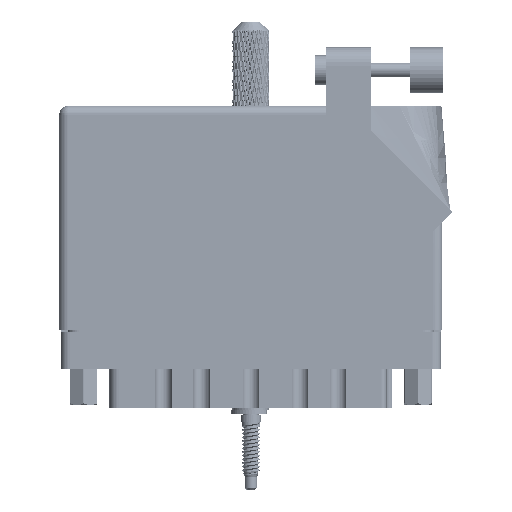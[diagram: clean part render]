
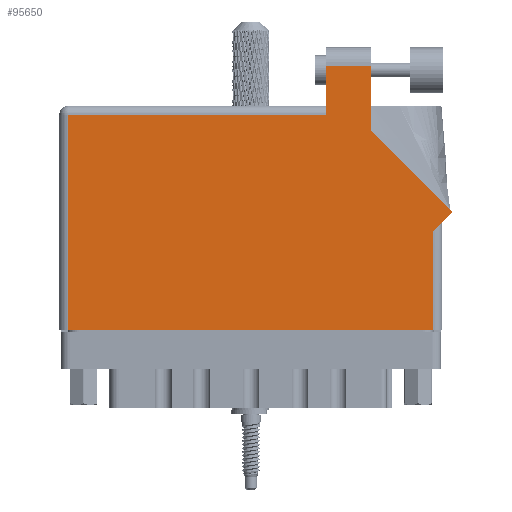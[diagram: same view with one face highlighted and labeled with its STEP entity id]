
A CAD part, front view. The second image highlights one B-rep face of the part: STEP entity #95650.
In plain terms, the highlighted face is planar.
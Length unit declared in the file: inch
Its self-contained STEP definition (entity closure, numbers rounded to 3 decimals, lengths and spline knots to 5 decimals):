
#933 = VECTOR ( 'NONE', #41122, 39.37008 ) ;
#8544 = FACE_OUTER_BOUND ( 'NONE', #23612, .T. ) ;
#8924 = EDGE_CURVE ( 'NONE', #28558, #61898, #119058, .T. ) ;
#9723 = LINE ( 'NONE', #10529, #124132 ) ;
#10529 = CARTESIAN_POINT ( 'NONE',  ( 0., 1.468, 0. ) ) ;
#10683 = DIRECTION ( 'NONE',  ( 0., 1., 0. ) ) ;
#11695 = CARTESIAN_POINT ( 'NONE',  ( 0., 0., 0. ) ) ;
#17441 = CARTESIAN_POINT ( 'NONE',  ( 0., 1.53, 0. ) ) ;
#17668 = CARTESIAN_POINT ( 'NONE',  ( 0.062, 1.468, 0. ) ) ;
#18783 = VECTOR ( 'NONE', #127686, 39.37008 ) ;
#18884 = CARTESIAN_POINT ( 'NONE',  ( 1.819, 1.805, 0. ) ) ;
#19288 = CARTESIAN_POINT ( 'NONE',  ( 0.062, 0., 0. ) ) ;
#19298 = VERTEX_POINT ( 'NONE', #105429 ) ;
#19713 = DIRECTION ( 'NONE',  ( 0., -1., 0. ) ) ;
#19854 = VERTEX_POINT ( 'NONE', #32128 ) ;
#20145 = ORIENTED_EDGE ( 'NONE', *, *, #120547, .T. ) ;
#20286 = LINE ( 'NONE', #58654, #18783 ) ;
#20588 = LINE ( 'NONE', #82668, #85538 ) ;
#21820 = CARTESIAN_POINT ( 'NONE',  ( 2.55, 0.675, 0. ) ) ;
#23612 = EDGE_LOOP ( 'NONE', ( #32522, #24289, #68354, #126290, #109166, #81407, #20145, #112792, #54332 ) ) ;
#23746 = EDGE_CURVE ( 'NONE', #61898, #94154, #99244, .T. ) ;
#24289 = ORIENTED_EDGE ( 'NONE', *, *, #23746, .T. ) ;
#28558 = VERTEX_POINT ( 'NONE', #42063 ) ;
#30003 = AXIS2_PLACEMENT_3D ( 'NONE', #17441, #124937, #86594 ) ;
#31512 = VERTEX_POINT ( 'NONE', #21820 ) ;
#32128 = CARTESIAN_POINT ( 'NONE',  ( 2.68271, 0.80771, 0. ) ) ;
#32522 = ORIENTED_EDGE ( 'NONE', *, *, #8924, .T. ) ;
#33602 = VERTEX_POINT ( 'NONE', #33797 ) ;
#33797 = CARTESIAN_POINT ( 'NONE',  ( 1.819, 1.468, 0. ) ) ;
#36574 = EDGE_CURVE ( 'NONE', #33602, #124760, #9723, .T. ) ;
#41122 = DIRECTION ( 'NONE',  ( 1., 0., 0. ) ) ;
#42063 = CARTESIAN_POINT ( 'NONE',  ( 2.126, 1.36442, 0. ) ) ;
#43277 = DIRECTION ( 'NONE',  ( -0.707, 0.707, 0. ) ) ;
#46019 = LINE ( 'NONE', #47996, #120215 ) ;
#46664 = VECTOR ( 'NONE', #51288, 39.37008 ) ;
#47996 = CARTESIAN_POINT ( 'NONE',  ( 2.612, 0.737, 0. ) ) ;
#50660 = EDGE_CURVE ( 'NONE', #31512, #19854, #46019, .T. ) ;
#51288 = DIRECTION ( 'NONE',  ( -1., 0., 0. ) ) ;
#51720 = EDGE_CURVE ( 'NONE', #120120, #19298, #64336, .T. ) ;
#53003 = EDGE_CURVE ( 'NONE', #124760, #120120, #115179, .T. ) ;
#54332 = ORIENTED_EDGE ( 'NONE', *, *, #99581, .T. ) ;
#56902 = EDGE_CURVE ( 'NONE', #94154, #33602, #20286, .T. ) ;
#58654 = CARTESIAN_POINT ( 'NONE',  ( 1.819, 1.53, 0. ) ) ;
#61898 = VERTEX_POINT ( 'NONE', #108666 ) ;
#63658 = DIRECTION ( 'NONE',  ( -1., 0., 0. ) ) ;
#64336 = LINE ( 'NONE', #11695, #933 ) ;
#68181 = VECTOR ( 'NONE', #10683, 39.37008 ) ;
#68354 = ORIENTED_EDGE ( 'NONE', *, *, #56902, .T. ) ;
#76666 = PLANE ( 'NONE',  #30003 ) ;
#81407 = ORIENTED_EDGE ( 'NONE', *, *, #51720, .T. ) ;
#82668 = CARTESIAN_POINT ( 'NONE',  ( 2.68271, 0.80771, 0. ) ) ;
#83735 = LINE ( 'NONE', #98905, #68181 ) ;
#85538 = VECTOR ( 'NONE', #43277, 39.37008 ) ;
#86594 = DIRECTION ( 'NONE',  ( -1., 0., 0. ) ) ;
#92066 = VECTOR ( 'NONE', #19713, 39.37008 ) ;
#92870 = VECTOR ( 'NONE', #127903, 39.37008 ) ;
#94154 = VERTEX_POINT ( 'NONE', #18884 ) ;
#95650 = ADVANCED_FACE ( 'NONE', ( #8544 ), #76666, .F. ) ;
#98905 = CARTESIAN_POINT ( 'NONE',  ( 2.55, 0.737, 0. ) ) ;
#99244 = LINE ( 'NONE', #118221, #46664 ) ;
#99581 = EDGE_CURVE ( 'NONE', #19854, #28558, #20588, .T. ) ;
#105429 = CARTESIAN_POINT ( 'NONE',  ( 2.55, 0., 0. ) ) ;
#108666 = CARTESIAN_POINT ( 'NONE',  ( 2.126, 1.805, 0. ) ) ;
#109166 = ORIENTED_EDGE ( 'NONE', *, *, #53003, .T. ) ;
#111144 = CARTESIAN_POINT ( 'NONE',  ( 0.062, 0., 0. ) ) ;
#112792 = ORIENTED_EDGE ( 'NONE', *, *, #50660, .T. ) ;
#115179 = LINE ( 'NONE', #19288, #92066 ) ;
#117568 = CARTESIAN_POINT ( 'NONE',  ( 2.126, 1.36442, 0. ) ) ;
#118221 = CARTESIAN_POINT ( 'NONE',  ( 1.819, 1.805, 0. ) ) ;
#119058 = LINE ( 'NONE', #117568, #92870 ) ;
#120120 = VERTEX_POINT ( 'NONE', #111144 ) ;
#120215 = VECTOR ( 'NONE', #125688, 39.37008 ) ;
#120547 = EDGE_CURVE ( 'NONE', #19298, #31512, #83735, .T. ) ;
#124132 = VECTOR ( 'NONE', #63658, 39.37008 ) ;
#124760 = VERTEX_POINT ( 'NONE', #17668 ) ;
#124937 = DIRECTION ( 'NONE',  ( 0., 0., -1. ) ) ;
#125688 = DIRECTION ( 'NONE',  ( 0.707, 0.707, 0. ) ) ;
#126290 = ORIENTED_EDGE ( 'NONE', *, *, #36574, .T. ) ;
#127686 = DIRECTION ( 'NONE',  ( 0., -1., 0. ) ) ;
#127903 = DIRECTION ( 'NONE',  ( 0., 1., 0. ) ) ;
